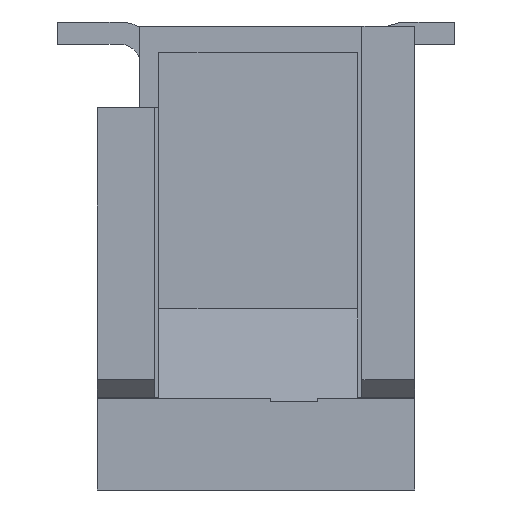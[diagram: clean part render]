
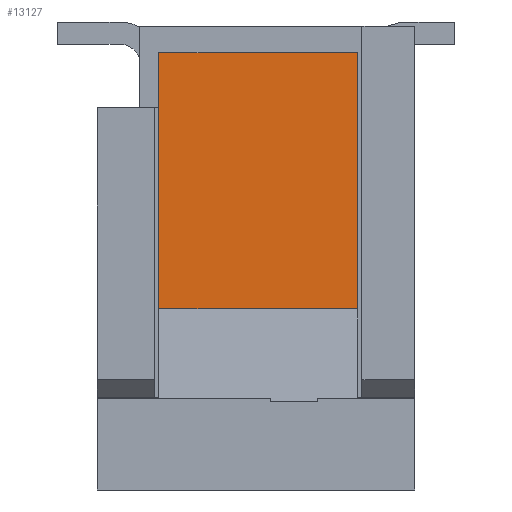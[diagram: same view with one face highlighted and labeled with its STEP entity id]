
A CAD part, left-side view. The second image highlights one B-rep face of the part: STEP entity #13127.
In plain terms, the highlighted planar face has unit normal (-1, 0, 0).
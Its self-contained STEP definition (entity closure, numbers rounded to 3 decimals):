
#2257=DIRECTION('',(0.,0.,1.));
#2258=VECTOR('',#2257,2.9);
#2259=CARTESIAN_POINT('',(-13.35,-1.15,-1.1));
#2260=LINE('',#2259,#2258);
#4467=DIRECTION('',(0.,-1.,0.));
#4468=VECTOR('',#4467,2.25);
#4469=CARTESIAN_POINT('',(-13.35,1.1,-1.1));
#4470=LINE('',#4469,#4468);
#4471=DIRECTION('',(0.,0.,-1.));
#4472=VECTOR('',#4471,2.9);
#4473=CARTESIAN_POINT('',(-13.35,1.1,1.8));
#4474=LINE('',#4473,#4472);
#4475=DIRECTION('',(0.,1.,0.));
#4476=VECTOR('',#4475,2.25);
#4477=CARTESIAN_POINT('',(-13.35,-1.15,1.8));
#4478=LINE('',#4477,#4476);
#6479=CARTESIAN_POINT('',(-13.35,1.1,-1.1));
#6480=VERTEX_POINT('',#6479);
#6481=CARTESIAN_POINT('',(-13.35,1.1,1.8));
#6482=VERTEX_POINT('',#6481);
#6511=CARTESIAN_POINT('',(-13.35,-1.15,-1.1));
#6512=VERTEX_POINT('',#6511);
#6515=CARTESIAN_POINT('',(-13.35,-1.15,1.8));
#6516=VERTEX_POINT('',#6515);
#13115=CARTESIAN_POINT('',(-13.35,-0.025,0.35));
#13116=DIRECTION('',(1.,0.,0.));
#13117=DIRECTION('',(0.,0.,-1.));
#13118=AXIS2_PLACEMENT_3D('',#13115,#13116,#13117);
#13119=PLANE('',#13118);
#13121=ORIENTED_EDGE('',*,*,#13120,.F.);
#13122=ORIENTED_EDGE('',*,*,#9620,.F.);
#13123=ORIENTED_EDGE('',*,*,#9553,.F.);
#13124=ORIENTED_EDGE('',*,*,#9574,.F.);
#13125=EDGE_LOOP('',(#13121,#13122,#13123,#13124));
#13126=FACE_OUTER_BOUND('',#13125,.F.);
#13127=ADVANCED_FACE('',(#13126),#13119,.F.);
#9553=EDGE_CURVE('',#6480,#6512,#4470,.T.);
#9574=EDGE_CURVE('',#6482,#6480,#4474,.T.);
#9620=EDGE_CURVE('',#6512,#6516,#2260,.T.);
#13120=EDGE_CURVE('',#6516,#6482,#4478,.T.);
